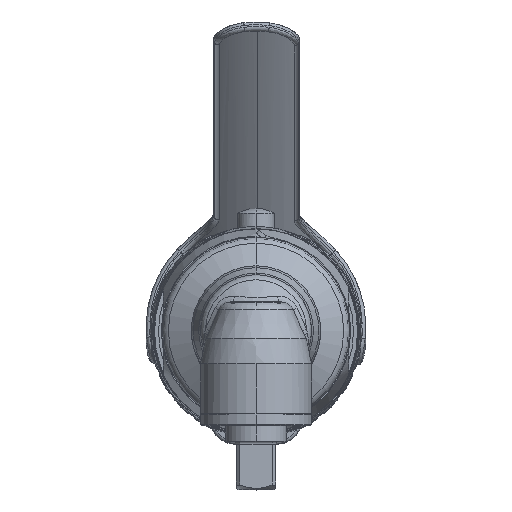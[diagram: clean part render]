
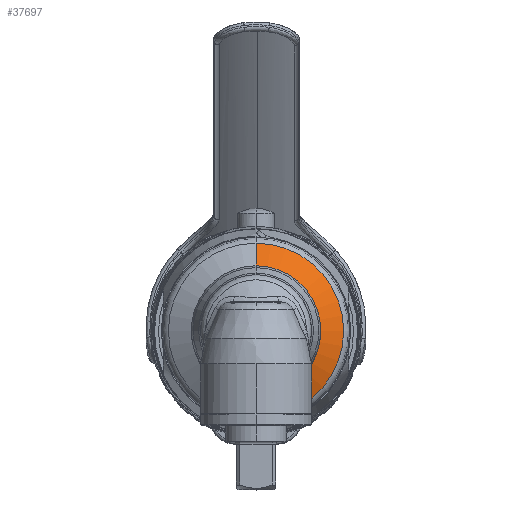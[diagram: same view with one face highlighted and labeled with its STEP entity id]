
A CAD part, top view. The second image highlights one B-rep face of the part: STEP entity #37697.
In plain terms, the highlighted conical face has half-angle 60 degrees and reference radius 12.352 mm.
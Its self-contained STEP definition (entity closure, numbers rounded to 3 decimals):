
#1412=CARTESIAN_POINT('',(0.,0.,-62.1));
#1413=DIRECTION('',(0.,0.,-1.));
#1414=DIRECTION('',(0.,1.,0.));
#1415=AXIS2_PLACEMENT_3D('',#1412,#1413,#1414);
#1421=DIRECTION('',(0.,-0.866,0.5));
#1422=VECTOR('',#1421,4.277);
#1423=CARTESIAN_POINT('',(0.,14.204,-64.239));
#1424=LINE('',#1423,#1422);
#1425=CARTESIAN_POINT('',(0.,0.,-64.239));
#1426=DIRECTION('',(0.,0.,-1.));
#1427=DIRECTION('',(0.,1.,0.));
#1428=AXIS2_PLACEMENT_3D('',#1425,#1426,#1427);
#1430=DIRECTION('',(0.,0.866,0.5));
#1431=VECTOR('',#1430,4.277);
#1432=CARTESIAN_POINT('',(0.,-14.204,-64.239));
#1433=LINE('',#1432,#1431);
#35372=CARTESIAN_POINT('',(0.,14.204,-64.239));
#35374=VERTEX_POINT('',#35372);
#35375=CARTESIAN_POINT('',(0.,10.5,-62.1));
#35376=VERTEX_POINT('',#35375);
#35410=CARTESIAN_POINT('',(0.,-14.204,-64.239));
#35412=VERTEX_POINT('',#35410);
#35413=CARTESIAN_POINT('',(0.,-10.5,-62.1));
#35414=VERTEX_POINT('',#35413);
#37683=CARTESIAN_POINT('',(0.,0.,-63.169));
#37684=DIRECTION('',(0.,0.,-1.));
#37685=DIRECTION('',(0.,-1.,0.));
#37686=AXIS2_PLACEMENT_3D('',#37683,#37684,#37685);
#37687=CONICAL_SURFACE('',#37686,12.352,60.);
#37689=ORIENTED_EDGE('',*,*,#37688,.F.);
#37691=ORIENTED_EDGE('',*,*,#37690,.T.);
#37693=ORIENTED_EDGE('',*,*,#37692,.T.);
#37694=ORIENTED_EDGE('',*,*,#37670,.F.);
#37695=EDGE_LOOP('',(#37689,#37691,#37693,#37694));
#37696=FACE_OUTER_BOUND('',#37695,.F.);
#37697=ADVANCED_FACE('',(#37696),#37687,.T.);
#1416=CIRCLE('',#1415,10.5);
#1429=CIRCLE('',#1428,14.204);
#37670=EDGE_CURVE('',#35376,#35414,#1416,.T.);
#37688=EDGE_CURVE('',#35374,#35376,#1424,.T.);
#37690=EDGE_CURVE('',#35374,#35412,#1429,.T.);
#37692=EDGE_CURVE('',#35412,#35414,#1433,.T.);
